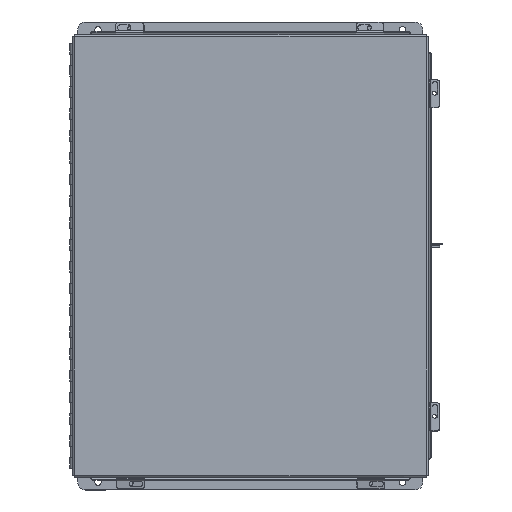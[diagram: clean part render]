
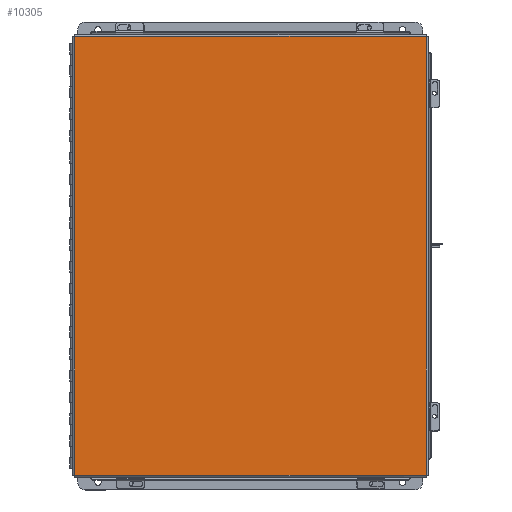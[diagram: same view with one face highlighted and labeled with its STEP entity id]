
A CAD part, top view. The second image highlights one B-rep face of the part: STEP entity #10305.
In plain terms, the highlighted face is planar.
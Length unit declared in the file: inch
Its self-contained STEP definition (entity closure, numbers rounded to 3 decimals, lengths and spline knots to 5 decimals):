
#486 = CARTESIAN_POINT ( 'NONE',  ( 8.06855, 10.07448, -0.0747 ) ) ;
#892 = FACE_OUTER_BOUND ( 'NONE', #6301, .T. ) ;
#1923 = DIRECTION ( 'NONE',  ( 0., -1., 0. ) ) ;
#2323 = CARTESIAN_POINT ( 'NONE',  ( -8.06855, -10.07448, -0.0747 ) ) ;
#2698 = EDGE_CURVE ( 'NONE', #18660, #18251, #21569, .T. ) ;
#2851 = EDGE_CURVE ( 'NONE', #9152, #15536, #4979, .T. ) ;
#3637 = DIRECTION ( 'NONE',  ( -1., 0., 0. ) ) ;
#3699 = DIRECTION ( 'NONE',  ( 0., 0., -1. ) ) ;
#3724 = ORIENTED_EDGE ( 'NONE', *, *, #2698, .T. ) ;
#3852 = CARTESIAN_POINT ( 'NONE',  ( 0., 0., -0.0747 ) ) ;
#4871 = EDGE_CURVE ( 'NONE', #15536, #18660, #22340, .T. ) ;
#4979 = LINE ( 'NONE', #21320, #13637 ) ;
#5173 = PLANE ( 'NONE',  #17022 ) ;
#6301 = EDGE_LOOP ( 'NONE', ( #18729, #17183, #3724, #17136 ) ) ;
#7435 = DIRECTION ( 'NONE',  ( 0., 1., 0. ) ) ;
#9152 = VERTEX_POINT ( 'NONE', #18456 ) ;
#10305 = ADVANCED_FACE ( 'NONE', ( #892 ), #5173, .T. ) ;
#11621 = VECTOR ( 'NONE', #7435, 39.37008 ) ;
#11724 = VECTOR ( 'NONE', #13076, 39.37008 ) ;
#12170 = LINE ( 'NONE', #2323, #11621 ) ;
#13058 = VECTOR ( 'NONE', #1923, 39.37008 ) ;
#13076 = DIRECTION ( 'NONE',  ( -1., 0., 0. ) ) ;
#13637 = VECTOR ( 'NONE', #20346, 39.37008 ) ;
#13711 = CARTESIAN_POINT ( 'NONE',  ( 8.07448, -10.06855, -0.0747 ) ) ;
#15536 = VERTEX_POINT ( 'NONE', #18480 ) ;
#17022 = AXIS2_PLACEMENT_3D ( 'NONE', #3852, #3699, #3637 ) ;
#17136 = ORIENTED_EDGE ( 'NONE', *, *, #19309, .T. ) ;
#17183 = ORIENTED_EDGE ( 'NONE', *, *, #4871, .T. ) ;
#17575 = CARTESIAN_POINT ( 'NONE',  ( 8.06855, -10.06855, -0.0747 ) ) ;
#18251 = VERTEX_POINT ( 'NONE', #18283 ) ;
#18283 = CARTESIAN_POINT ( 'NONE',  ( -8.06855, -10.06855, -0.0747 ) ) ;
#18456 = CARTESIAN_POINT ( 'NONE',  ( -8.06855, 10.06855, -0.0747 ) ) ;
#18480 = CARTESIAN_POINT ( 'NONE',  ( 8.06855, 10.06855, -0.0747 ) ) ;
#18660 = VERTEX_POINT ( 'NONE', #17575 ) ;
#18729 = ORIENTED_EDGE ( 'NONE', *, *, #2851, .T. ) ;
#19309 = EDGE_CURVE ( 'NONE', #18251, #9152, #12170, .T. ) ;
#20346 = DIRECTION ( 'NONE',  ( 1., 0., 0. ) ) ;
#21320 = CARTESIAN_POINT ( 'NONE',  ( -8.07448, 10.06855, -0.0747 ) ) ;
#21569 = LINE ( 'NONE', #13711, #11724 ) ;
#22340 = LINE ( 'NONE', #486, #13058 ) ;
